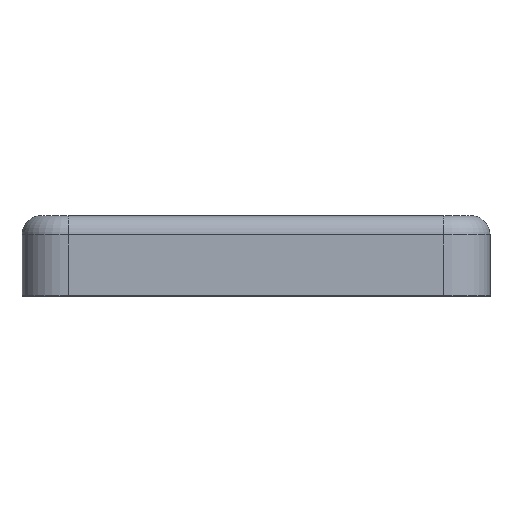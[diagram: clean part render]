
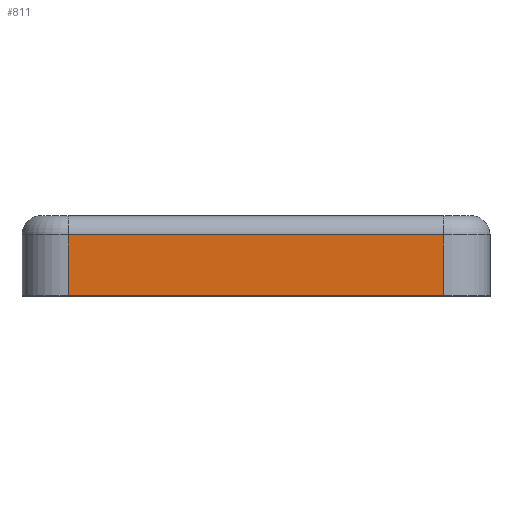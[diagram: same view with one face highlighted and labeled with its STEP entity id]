
A CAD part, top view. The second image highlights one B-rep face of the part: STEP entity #811.
In plain terms, the highlighted planar face has unit normal (0, 0, 1).
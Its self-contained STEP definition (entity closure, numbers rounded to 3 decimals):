
#94 = LINE ( 'NONE', #1116, #776 ) ;
#137 = CARTESIAN_POINT ( 'NONE',  ( -7.75, 0., 11. ) ) ;
#254 = VERTEX_POINT ( 'NONE', #580 ) ;
#296 = AXIS2_PLACEMENT_3D ( 'NONE', #137, #1710, #1318 ) ;
#313 = FACE_OUTER_BOUND ( 'NONE', #1170, .T. ) ;
#334 = LINE ( 'NONE', #1642, #587 ) ;
#335 = CARTESIAN_POINT ( 'NONE',  ( 7.75, -0.8, 11. ) ) ;
#580 = CARTESIAN_POINT ( 'NONE',  ( 7.75, -3.3, 11. ) ) ;
#587 = VECTOR ( 'NONE', #1271, 1000. ) ;
#735 = CARTESIAN_POINT ( 'NONE',  ( -7.75, -3.3, 11. ) ) ;
#762 = EDGE_CURVE ( 'NONE', #813, #254, #2307, .T. ) ;
#776 = VECTOR ( 'NONE', #1501, 1000. ) ;
#811 = ADVANCED_FACE ( 'NONE', ( #313 ), #2481, .T. ) ;
#813 = VERTEX_POINT ( 'NONE', #735 ) ;
#831 = ORIENTED_EDGE ( 'NONE', *, *, #2216, .F. ) ;
#845 = LINE ( 'NONE', #1106, #1999 ) ;
#876 = EDGE_CURVE ( 'NONE', #2332, #254, #845, .T. ) ;
#972 = CARTESIAN_POINT ( 'NONE',  ( -7.75, -3.3, 11. ) ) ;
#1003 = DIRECTION ( 'NONE',  ( 1., 0., 0. ) ) ;
#1036 = CARTESIAN_POINT ( 'NONE',  ( -7.75, -0.8, 11. ) ) ;
#1106 = CARTESIAN_POINT ( 'NONE',  ( 7.75, 0., 11. ) ) ;
#1116 = CARTESIAN_POINT ( 'NONE',  ( -7.75, 0., 11. ) ) ;
#1170 = EDGE_LOOP ( 'NONE', ( #1513, #1338, #831, #1215 ) ) ;
#1215 = ORIENTED_EDGE ( 'NONE', *, *, #1263, .T. ) ;
#1263 = EDGE_CURVE ( 'NONE', #2070, #813, #94, .T. ) ;
#1271 = DIRECTION ( 'NONE',  ( 1., 0., 0. ) ) ;
#1318 = DIRECTION ( 'NONE',  ( 1., 0., 0. ) ) ;
#1338 = ORIENTED_EDGE ( 'NONE', *, *, #876, .F. ) ;
#1494 = DIRECTION ( 'NONE',  ( 0., -1., 0. ) ) ;
#1501 = DIRECTION ( 'NONE',  ( 0., -1., 0. ) ) ;
#1513 = ORIENTED_EDGE ( 'NONE', *, *, #762, .T. ) ;
#1642 = CARTESIAN_POINT ( 'NONE',  ( -7.75, -0.8, 11. ) ) ;
#1689 = VECTOR ( 'NONE', #1003, 1000. ) ;
#1710 = DIRECTION ( 'NONE',  ( 0., 0., 1. ) ) ;
#1999 = VECTOR ( 'NONE', #1494, 1000. ) ;
#2070 = VERTEX_POINT ( 'NONE', #1036 ) ;
#2216 = EDGE_CURVE ( 'NONE', #2070, #2332, #334, .T. ) ;
#2307 = LINE ( 'NONE', #972, #1689 ) ;
#2332 = VERTEX_POINT ( 'NONE', #335 ) ;
#2481 = PLANE ( 'NONE',  #296 ) ;
